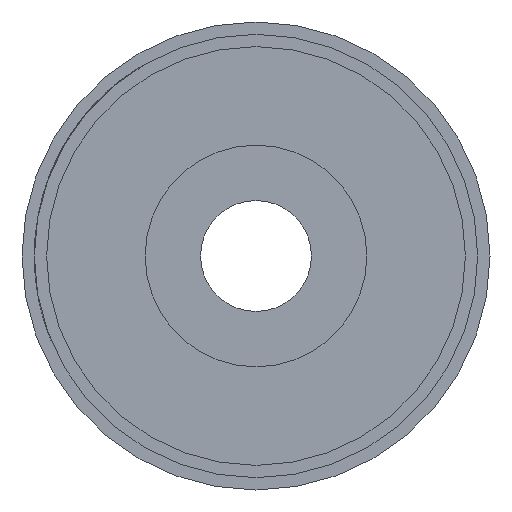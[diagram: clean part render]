
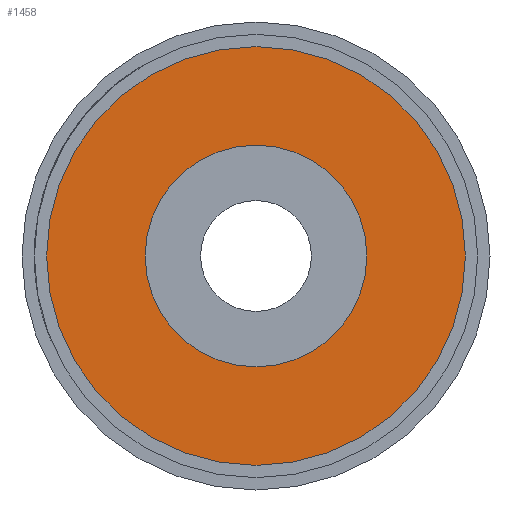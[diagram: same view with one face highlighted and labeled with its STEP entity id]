
A CAD part, left-side view. The second image highlights one B-rep face of the part: STEP entity #1458.
In plain terms, the highlighted planar face has unit normal (-1, 0, 0).
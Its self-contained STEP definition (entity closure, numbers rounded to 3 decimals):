
#76 = EDGE_CURVE ( 'NONE', #4270, #6344, #4389, .T. ) ;
#227 = DIRECTION ( 'NONE',  ( 1., 0., 0. ) ) ;
#523 = EDGE_LOOP ( 'NONE', ( #4384, #2259 ) ) ;
#599 = CARTESIAN_POINT ( 'NONE',  ( 0., 0., 8.5 ) ) ;
#808 = FACE_BOUND ( 'NONE', #523, .T. ) ;
#1289 = AXIS2_PLACEMENT_3D ( 'NONE', #6304, #5753, #6934 ) ;
#1321 = CARTESIAN_POINT ( 'NONE',  ( 0., 0., -8.5 ) ) ;
#1442 = FACE_OUTER_BOUND ( 'NONE', #4840, .T. ) ;
#1458 = ADVANCED_FACE ( 'NONE', ( #808, #1442 ), #3200, .F. ) ;
#1804 = EDGE_CURVE ( 'NONE', #4080, #2678, #3647, .T. ) ;
#1923 = CARTESIAN_POINT ( 'NONE',  ( 0., 0., 0. ) ) ;
#1975 = CARTESIAN_POINT ( 'NONE',  ( 0., 0., 0. ) ) ;
#2140 = DIRECTION ( 'NONE',  ( -1., 0., 0. ) ) ;
#2259 = ORIENTED_EDGE ( 'NONE', *, *, #76, .F. ) ;
#2397 = DIRECTION ( 'NONE',  ( -1., 0., 0. ) ) ;
#2438 = DIRECTION ( 'NONE',  ( 0., 0., 1. ) ) ;
#2514 = EDGE_CURVE ( 'NONE', #2678, #4080, #3903, .T. ) ;
#2610 = DIRECTION ( 'NONE',  ( 0., 0., -1. ) ) ;
#2678 = VERTEX_POINT ( 'NONE', #1321 ) ;
#2684 = DIRECTION ( 'NONE',  ( -1., 0., 0. ) ) ;
#3200 = PLANE ( 'NONE',  #7027 ) ;
#3510 = AXIS2_PLACEMENT_3D ( 'NONE', #1923, #2140, #4553 ) ;
#3599 = ORIENTED_EDGE ( 'NONE', *, *, #2514, .T. ) ;
#3647 = CIRCLE ( 'NONE', #4147, 8.5 ) ;
#3903 = CIRCLE ( 'NONE', #5032, 8.5 ) ;
#3981 = ORIENTED_EDGE ( 'NONE', *, *, #1804, .T. ) ;
#4080 = VERTEX_POINT ( 'NONE', #599 ) ;
#4147 = AXIS2_PLACEMENT_3D ( 'NONE', #7117, #2397, #2438 ) ;
#4270 = VERTEX_POINT ( 'NONE', #4369 ) ;
#4369 = CARTESIAN_POINT ( 'NONE',  ( 0., 0., -4.5 ) ) ;
#4384 = ORIENTED_EDGE ( 'NONE', *, *, #5109, .F. ) ;
#4389 = CIRCLE ( 'NONE', #3510, 4.5 ) ;
#4553 = DIRECTION ( 'NONE',  ( 0., 0., 1. ) ) ;
#4840 = EDGE_LOOP ( 'NONE', ( #3981, #3599 ) ) ;
#5032 = AXIS2_PLACEMENT_3D ( 'NONE', #1975, #2684, #6227 ) ;
#5109 = EDGE_CURVE ( 'NONE', #6344, #4270, #5799, .T. ) ;
#5602 = CARTESIAN_POINT ( 'NONE',  ( 0., 0., 0. ) ) ;
#5753 = DIRECTION ( 'NONE',  ( -1., 0., 0. ) ) ;
#5799 = CIRCLE ( 'NONE', #1289, 4.5 ) ;
#6227 = DIRECTION ( 'NONE',  ( 0., 0., 1. ) ) ;
#6304 = CARTESIAN_POINT ( 'NONE',  ( 0., 0., 0. ) ) ;
#6344 = VERTEX_POINT ( 'NONE', #7193 ) ;
#6934 = DIRECTION ( 'NONE',  ( 0., 0., 1. ) ) ;
#7027 = AXIS2_PLACEMENT_3D ( 'NONE', #5602, #227, #2610 ) ;
#7117 = CARTESIAN_POINT ( 'NONE',  ( 0., 0., 0. ) ) ;
#7193 = CARTESIAN_POINT ( 'NONE',  ( 0., 0., 4.5 ) ) ;
